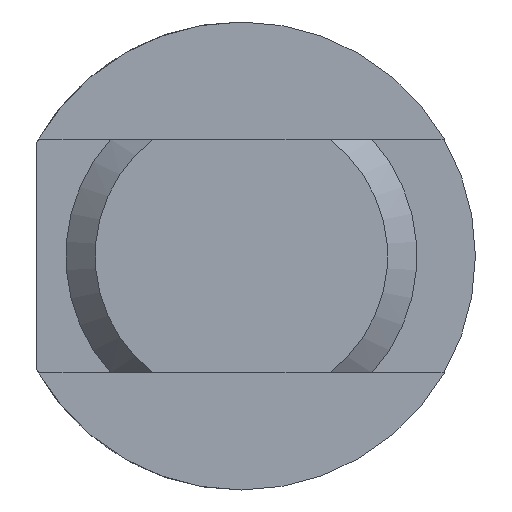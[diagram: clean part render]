
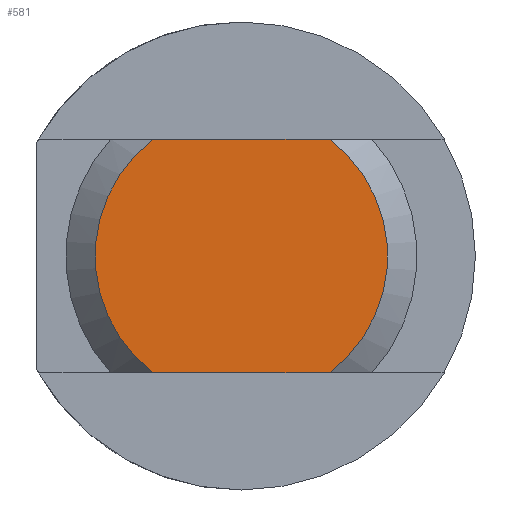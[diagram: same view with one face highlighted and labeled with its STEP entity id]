
A CAD part, left-side view. The second image highlights one B-rep face of the part: STEP entity #581.
In plain terms, the highlighted planar face has unit normal (-1, 0, 0).
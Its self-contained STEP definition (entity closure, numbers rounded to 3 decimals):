
#161 = AXIS2_PLACEMENT_3D ( 'NONE', #1656, #1653, #1652 ) ;
#254 = AXIS2_PLACEMENT_3D ( 'NONE', #1643, #1641, #1640 ) ;
#333 = CARTESIAN_POINT ( 'NONE',  ( 0., 6.928, 4. ) ) ;
#348 = DIRECTION ( 'NONE',  ( 0., -1., 0. ) ) ;
#428 = CARTESIAN_POINT ( 'NONE',  ( 0., 3., 4. ) ) ;
#514 = CARTESIAN_POINT ( 'NONE',  ( 0., -3., -4. ) ) ;
#581 = ADVANCED_FACE ( 'NONE', ( #2120 ), #2900, .F. ) ;
#763 = AXIS2_PLACEMENT_3D ( 'NONE', #2915, #3147, #2940 ) ;
#800 = EDGE_CURVE ( 'NONE', #3132, #2931, #2198, .T. ) ;
#805 = EDGE_CURVE ( 'NONE', #3092, #3037, #2260, .T. ) ;
#807 = EDGE_CURVE ( 'NONE', #3092, #2931, #2331, .T. ) ;
#914 = CARTESIAN_POINT ( 'NONE',  ( 0., 3., -4. ) ) ;
#1017 = EDGE_CURVE ( 'NONE', #3132, #3037, #2771, .T. ) ;
#1636 = DIRECTION ( 'NONE',  ( 0., 1., 0. ) ) ;
#1640 = DIRECTION ( 'NONE',  ( 0., 0., -1. ) ) ;
#1641 = DIRECTION ( 'NONE',  ( -1., 0., 0. ) ) ;
#1643 = CARTESIAN_POINT ( 'NONE',  ( 0., 0., 0. ) ) ;
#1646 = CARTESIAN_POINT ( 'NONE',  ( 0., 6.928, -4. ) ) ;
#1652 = DIRECTION ( 'NONE',  ( 0., 0., -1. ) ) ;
#1653 = DIRECTION ( 'NONE',  ( -1., 0., 0. ) ) ;
#1656 = CARTESIAN_POINT ( 'NONE',  ( 0., 0., 0. ) ) ;
#1886 = EDGE_LOOP ( 'NONE', ( #2531, #2536, #2535, #2537 ) ) ;
#2120 = FACE_OUTER_BOUND ( 'NONE', #1886, .T. ) ;
#2198 = CIRCLE ( 'NONE', #161, 5. ) ;
#2260 = CIRCLE ( 'NONE', #254, 5. ) ;
#2319 = VECTOR ( 'NONE', #1636, 1000. ) ;
#2331 = LINE ( 'NONE', #1646, #2319 ) ;
#2531 = ORIENTED_EDGE ( 'NONE', *, *, #807, .F. ) ;
#2535 = ORIENTED_EDGE ( 'NONE', *, *, #1017, .F. ) ;
#2536 = ORIENTED_EDGE ( 'NONE', *, *, #805, .T. ) ;
#2537 = ORIENTED_EDGE ( 'NONE', *, *, #800, .T. ) ;
#2771 = LINE ( 'NONE', #333, #2772 ) ;
#2772 = VECTOR ( 'NONE', #348, 1000. ) ;
#2900 = PLANE ( 'NONE',  #763 ) ;
#2915 = CARTESIAN_POINT ( 'NONE',  ( 0., 0., 0. ) ) ;
#2931 = VERTEX_POINT ( 'NONE', #914 ) ;
#2940 = DIRECTION ( 'NONE',  ( 0., 0., -1. ) ) ;
#3037 = VERTEX_POINT ( 'NONE', #3248 ) ;
#3092 = VERTEX_POINT ( 'NONE', #514 ) ;
#3132 = VERTEX_POINT ( 'NONE', #428 ) ;
#3147 = DIRECTION ( 'NONE',  ( 1., 0., 0. ) ) ;
#3248 = CARTESIAN_POINT ( 'NONE',  ( 0., -3., 4. ) ) ;
